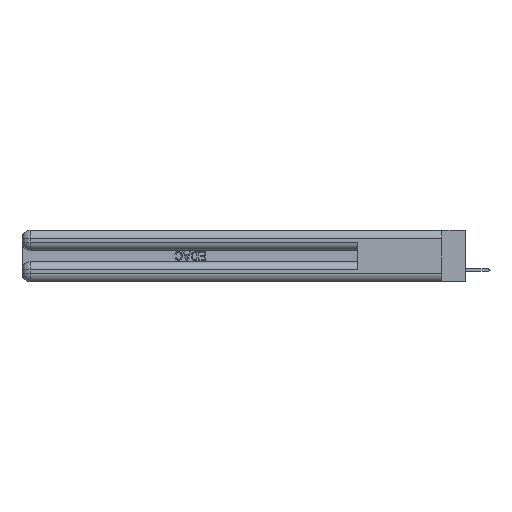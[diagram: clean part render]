
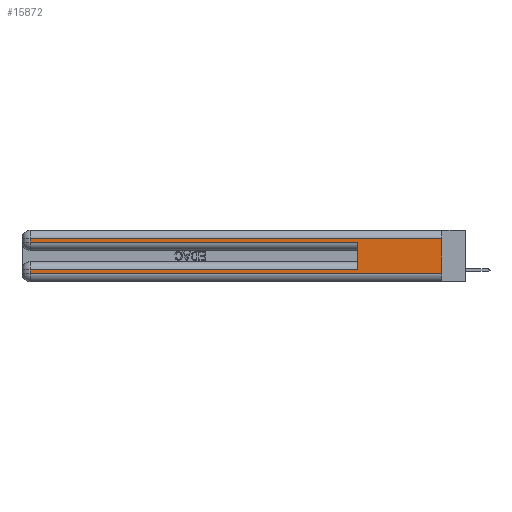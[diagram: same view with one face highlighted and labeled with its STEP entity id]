
A CAD part, left-side view. The second image highlights one B-rep face of the part: STEP entity #15872.
In plain terms, the highlighted planar face has unit normal (-1, 0, 0).
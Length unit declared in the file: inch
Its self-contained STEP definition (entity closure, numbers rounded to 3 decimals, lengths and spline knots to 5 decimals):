
#631 = LINE ( 'NONE', #28874, #9612 ) ;
#1230 = LINE ( 'NONE', #40311, #4845 ) ;
#1813 = FACE_OUTER_BOUND ( 'NONE', #6995, .T. ) ;
#2289 = ORIENTED_EDGE ( 'NONE', *, *, #42991, .T. ) ;
#4518 = LINE ( 'NONE', #27994, #24894 ) ;
#4845 = VECTOR ( 'NONE', #28577, 39.37008 ) ;
#5329 = EDGE_CURVE ( 'NONE', #18992, #25822, #1230, .T. ) ;
#5474 = CARTESIAN_POINT ( 'NONE',  ( 0., 0., 0.37 ) ) ;
#5639 = PLANE ( 'NONE',  #17170 ) ;
#5858 = CARTESIAN_POINT ( 'NONE',  ( 0., 2.94, 0.285 ) ) ;
#6175 = ORIENTED_EDGE ( 'NONE', *, *, #5329, .T. ) ;
#6703 = VERTEX_POINT ( 'NONE', #39765 ) ;
#6995 = EDGE_LOOP ( 'NONE', ( #7954, #6175, #40106, #2289, #39483, #37008, #9512, #36320 ) ) ;
#7055 = CARTESIAN_POINT ( 'NONE',  ( 0., 2.94, 0.31 ) ) ;
#7715 = LINE ( 'NONE', #29628, #11343 ) ;
#7954 = ORIENTED_EDGE ( 'NONE', *, *, #11267, .F. ) ;
#8023 = LINE ( 'NONE', #35571, #45127 ) ;
#8090 = EDGE_CURVE ( 'NONE', #29303, #16988, #21995, .T. ) ;
#8545 = EDGE_CURVE ( 'NONE', #30575, #6703, #8023, .T. ) ;
#9512 = ORIENTED_EDGE ( 'NONE', *, *, #8090, .T. ) ;
#9612 = VECTOR ( 'NONE', #10362, 39.37008 ) ;
#9632 = DIRECTION ( 'NONE',  ( 0., 0., -1. ) ) ;
#9913 = CARTESIAN_POINT ( 'NONE',  ( 0., 2.94, 0.06 ) ) ;
#10362 = DIRECTION ( 'NONE',  ( 0., -1., 0. ) ) ;
#11267 = EDGE_CURVE ( 'NONE', #18992, #46774, #45078, .T. ) ;
#11343 = VECTOR ( 'NONE', #45005, 39.37008 ) ;
#11423 = VECTOR ( 'NONE', #24131, 39.37008 ) ;
#15872 = ADVANCED_FACE ( 'NONE', ( #1813 ), #5639, .F. ) ;
#16368 = CARTESIAN_POINT ( 'NONE',  ( 0., 2.94, 0.37 ) ) ;
#16988 = VERTEX_POINT ( 'NONE', #9913 ) ;
#17170 = AXIS2_PLACEMENT_3D ( 'NONE', #5474, #43882, #9632 ) ;
#17730 = VECTOR ( 'NONE', #35753, 39.37008 ) ;
#18992 = VERTEX_POINT ( 'NONE', #33673 ) ;
#21426 = DIRECTION ( 'NONE',  ( 0., 0., -1. ) ) ;
#21995 = LINE ( 'NONE', #16368, #17730 ) ;
#24030 = CARTESIAN_POINT ( 'NONE',  ( 0., 0., 0.06 ) ) ;
#24131 = DIRECTION ( 'NONE',  ( 0., 0., -1. ) ) ;
#24894 = VECTOR ( 'NONE', #37343, 39.37008 ) ;
#25074 = DIRECTION ( 'NONE',  ( 0., 0., 1. ) ) ;
#25529 = EDGE_CURVE ( 'NONE', #30575, #29303, #7715, .T. ) ;
#25822 = VERTEX_POINT ( 'NONE', #7055 ) ;
#27809 = VECTOR ( 'NONE', #21426, 39.37008 ) ;
#27994 = CARTESIAN_POINT ( 'NONE',  ( 0., 0., 0.06 ) ) ;
#28577 = DIRECTION ( 'NONE',  ( 0., 1., 0. ) ) ;
#28752 = EDGE_CURVE ( 'NONE', #16988, #46774, #4518, .T. ) ;
#28874 = CARTESIAN_POINT ( 'NONE',  ( 0., 0., 0.285 ) ) ;
#29303 = VERTEX_POINT ( 'NONE', #41772 ) ;
#29628 = CARTESIAN_POINT ( 'NONE',  ( 0., 0., 0.085 ) ) ;
#30575 = VERTEX_POINT ( 'NONE', #42168 ) ;
#31689 = LINE ( 'NONE', #46787, #11423 ) ;
#33673 = CARTESIAN_POINT ( 'NONE',  ( 0., 0., 0.31 ) ) ;
#35571 = CARTESIAN_POINT ( 'NONE',  ( 0., 0.6, 0.145 ) ) ;
#35753 = DIRECTION ( 'NONE',  ( 0., 0., -1. ) ) ;
#36320 = ORIENTED_EDGE ( 'NONE', *, *, #28752, .T. ) ;
#37008 = ORIENTED_EDGE ( 'NONE', *, *, #25529, .T. ) ;
#37343 = DIRECTION ( 'NONE',  ( 0., -1., 0. ) ) ;
#39483 = ORIENTED_EDGE ( 'NONE', *, *, #8545, .F. ) ;
#39765 = CARTESIAN_POINT ( 'NONE',  ( 0., 0.6, 0.285 ) ) ;
#40106 = ORIENTED_EDGE ( 'NONE', *, *, #43893, .T. ) ;
#40311 = CARTESIAN_POINT ( 'NONE',  ( 0., 0., 0.31 ) ) ;
#41649 = CARTESIAN_POINT ( 'NONE',  ( 0., 0., 0.37 ) ) ;
#41772 = CARTESIAN_POINT ( 'NONE',  ( 0., 2.94, 0.085 ) ) ;
#42168 = CARTESIAN_POINT ( 'NONE',  ( 0., 0.6, 0.085 ) ) ;
#42991 = EDGE_CURVE ( 'NONE', #48831, #6703, #631, .T. ) ;
#43882 = DIRECTION ( 'NONE',  ( 1., 0., 0. ) ) ;
#43893 = EDGE_CURVE ( 'NONE', #25822, #48831, #31689, .T. ) ;
#45005 = DIRECTION ( 'NONE',  ( 0., 1., 0. ) ) ;
#45078 = LINE ( 'NONE', #41649, #27809 ) ;
#45127 = VECTOR ( 'NONE', #25074, 39.37008 ) ;
#46774 = VERTEX_POINT ( 'NONE', #24030 ) ;
#46787 = CARTESIAN_POINT ( 'NONE',  ( 0., 2.94, 0.37 ) ) ;
#48831 = VERTEX_POINT ( 'NONE', #5858 ) ;
